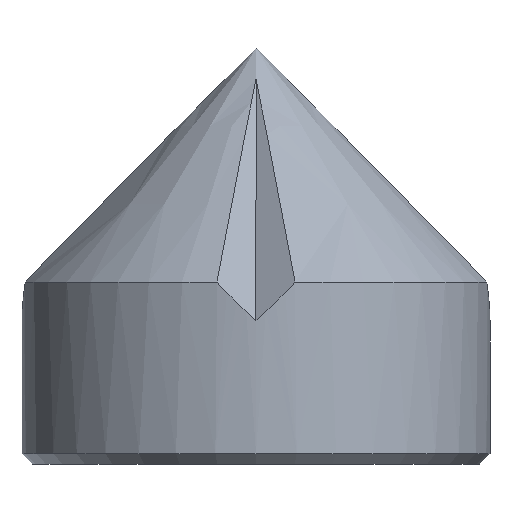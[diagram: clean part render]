
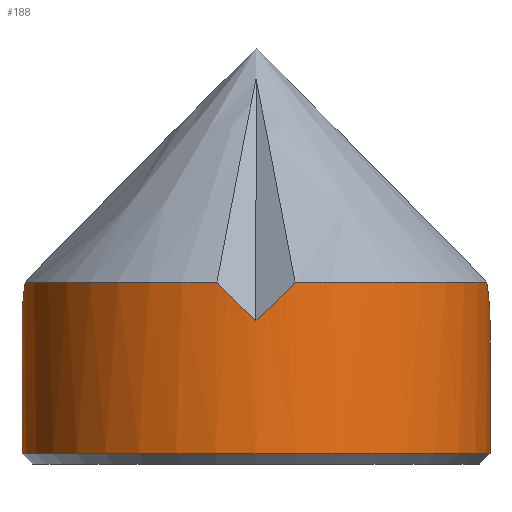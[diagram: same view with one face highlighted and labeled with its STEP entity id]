
A CAD part, front view. The second image highlights one B-rep face of the part: STEP entity #188.
In plain terms, the highlighted cylindrical face has radius 22.5 mm (diameter 45 mm), a partial arc.
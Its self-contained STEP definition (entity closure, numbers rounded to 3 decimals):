
#188=ADVANCED_FACE('',(#379),#380,.T.);
#379=FACE_OUTER_BOUND('',#606,.T.);
#380=CYLINDRICAL_SURFACE('',#607,22.5);
#606=EDGE_LOOP('',(#940,#941,#942,#943,#944,#945,#946,#947,#948));
#607=AXIS2_PLACEMENT_3D('',#949,#950,#951);
#940=ORIENTED_EDGE('',*,*,#1411,.T.);
#941=ORIENTED_EDGE('',*,*,#1316,.T.);
#942=ORIENTED_EDGE('',*,*,#1412,.F.);
#943=ORIENTED_EDGE('',*,*,#1323,.T.);
#944=ORIENTED_EDGE('',*,*,#1413,.T.);
#945=ORIENTED_EDGE('',*,*,#1414,.F.);
#946=ORIENTED_EDGE('',*,*,#1400,.T.);
#947=ORIENTED_EDGE('',*,*,#1415,.T.);
#948=ORIENTED_EDGE('',*,*,#1405,.F.);
#949=CARTESIAN_POINT('',(0.0,0.0,0.0));
#950=DIRECTION('',(0.0,0.0,1.0));
#951=DIRECTION('',(1.0,0.0,0.0));
#1316=EDGE_CURVE('',#1566,#1563,#1567,.T.);
#1323=EDGE_CURVE('',#1573,#1577,#1579,.T.);
#1400=EDGE_CURVE('',#1699,#1701,#1703,.T.);
#1405=EDGE_CURVE('',#1708,#1706,#1710,.T.);
#1411=EDGE_CURVE('',#1708,#1566,#1718,.T.);
#1412=EDGE_CURVE('',#1573,#1563,#1719,.T.);
#1413=EDGE_CURVE('',#1577,#1720,#1721,.T.);
#1414=EDGE_CURVE('',#1699,#1720,#1722,.T.);
#1415=EDGE_CURVE('',#1701,#1706,#1723,.T.);
#1563=VERTEX_POINT('',#2072);
#1566=VERTEX_POINT('',#2091);
#1567=ELLIPSE('',#2092,40.419,22.5);
#1573=VERTEX_POINT('',#2100);
#1577=VERTEX_POINT('',#2121);
#1579=ELLIPSE('',#2124,40.419,22.5);
#1699=VERTEX_POINT('',#2628);
#1701=VERTEX_POINT('',#2646);
#1703=ELLIPSE('',#2649,40.419,22.5);
#1706=VERTEX_POINT('',#2652);
#1708=VERTEX_POINT('',#2655);
#1710=CIRCLE('',#2658,22.5);
#1718=LINE('',#2666,#2667);
#1719=CIRCLE('',#2668,22.5);
#1720=VERTEX_POINT('',#2669);
#1721=ELLIPSE('',#2670,40.419,22.5);
#1722=CIRCLE('',#2671,22.5);
#1723=LINE('',#2672,#2673);
#2072=CARTESIAN_POINT('',(22.186,-3.746,17.5));
#2091=CARTESIAN_POINT('',(22.5,0.,13.761));
#2092=AXIS2_PLACEMENT_3D('',#3090,#3091,#3092);
#2100=CARTESIAN_POINT('',(3.746,-22.186,17.5));
#2121=CARTESIAN_POINT('',(0.,-22.5,13.761));
#2124=AXIS2_PLACEMENT_3D('',#3097,#3098,#3099);
#2628=CARTESIAN_POINT('',(-22.186,-3.746,17.5));
#2646=CARTESIAN_POINT('',(-22.5,0.,13.761));
#2649=AXIS2_PLACEMENT_3D('',#3198,#3199,#3200);
#2652=CARTESIAN_POINT('',(-22.5,0.,1.0));
#2655=CARTESIAN_POINT('',(22.5,0.,1.0));
#2658=AXIS2_PLACEMENT_3D('',#3203,#3204,#3205);
#2666=CARTESIAN_POINT('',(22.5,0.,9.25));
#2667=VECTOR('',#3212,1.0);
#2668=AXIS2_PLACEMENT_3D('',#3213,#3214,#3215);
#2669=CARTESIAN_POINT('',(-3.746,-22.186,17.5));
#2670=AXIS2_PLACEMENT_3D('',#3216,#3217,#3218);
#2671=AXIS2_PLACEMENT_3D('',#3219,#3220,#3221);
#2672=CARTESIAN_POINT('',(-22.5,0.,9.25));
#2673=VECTOR('',#3222,1.0);
#3090=CARTESIAN_POINT('',(0.0,0.0,40.575));
#3091=DIRECTION('',(-0.663,-0.5,-0.557));
#3092=DIRECTION('',(0.445,0.335,-0.831));
#3097=CARTESIAN_POINT('',(0.0,0.0,40.575));
#3098=DIRECTION('',(0.5,0.663,-0.557));
#3099=DIRECTION('',(0.335,0.445,0.831));
#3198=CARTESIAN_POINT('',(0.0,0.0,40.575));
#3199=DIRECTION('',(0.663,-0.5,-0.557));
#3200=DIRECTION('',(0.445,-0.335,0.831));
#3203=CARTESIAN_POINT('',(0.0,0.0,1.0));
#3204=DIRECTION('',(-0.0,0.0,-1.0));
#3205=DIRECTION('',(-1.0,0.0,0.0));
#3212=DIRECTION('',(0.0,0.0,1.0));
#3213=CARTESIAN_POINT('',(0.0,0.0,17.5));
#3214=DIRECTION('',(0.0,0.0,1.0));
#3215=DIRECTION('',(1.0,0.0,0.0));
#3216=CARTESIAN_POINT('',(0.0,0.0,40.575));
#3217=DIRECTION('',(-0.5,0.663,-0.557));
#3218=DIRECTION('',(0.335,-0.445,-0.831));
#3219=CARTESIAN_POINT('',(0.0,0.0,17.5));
#3220=DIRECTION('',(0.0,0.0,1.0));
#3221=DIRECTION('',(1.0,0.0,0.0));
#3222=DIRECTION('',(-0.0,-0.0,-1.0));
